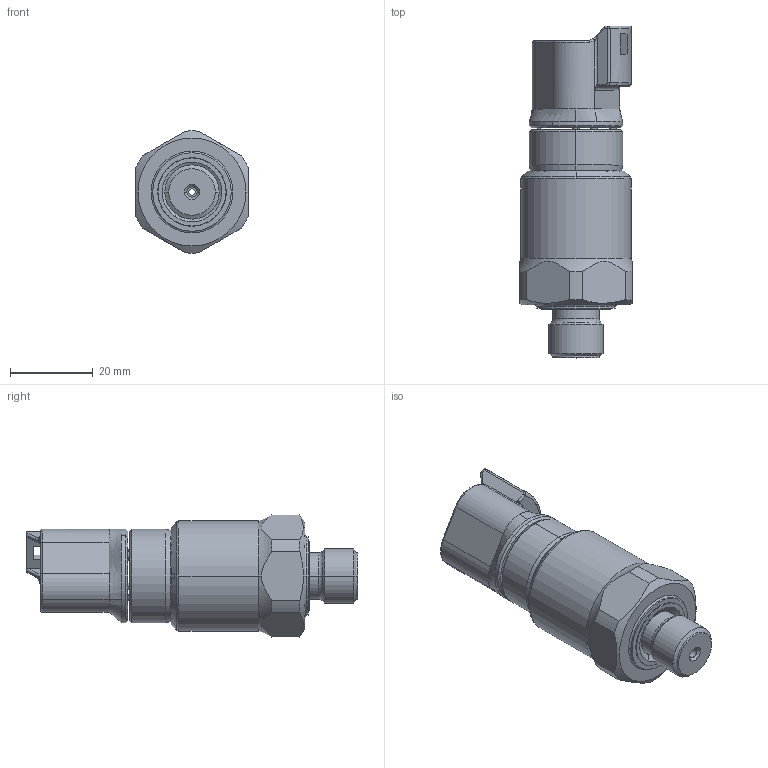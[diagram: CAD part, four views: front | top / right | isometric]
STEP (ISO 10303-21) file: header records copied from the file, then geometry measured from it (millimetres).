
FILE_DESCRIPTION (( 'STEP AP214' ), '1' );
FILE_NAME ('ESP1-DT04.STEP', '2022-12-14T11:09:19', ( '' ), ( '' ), 'SwSTEP 2.0', 'SolidWorks 2019', '' );
FILE_SCHEMA (( 'AUTOMOTIVE_DESIGN' ));
Length unit declared in the file: millimetre
Products named in the file (1): ESP1-DT04
Bounding box: 27 x 80 x 29.48 mm (x, y, z)
Surface area: 8399.8 mm2 (no closed solid volume)
Topology: 0 solids, 7 shells, 180 faces, 488 edges, 313 vertices
Faces by surface type: cylinder 67, plane 45, torus 28, cone 20, bspline 16, sphere 4
Entity records: 8466 total; most frequent: CARTESIAN_POINT 2074, DIRECTION 931, ORIENTED_EDGE 895, EDGE_CURVE 486, AXIS2_PLACEMENT_3D 380, VERTEX_POINT 313, CIRCLE 215, EDGE_LOOP 194
